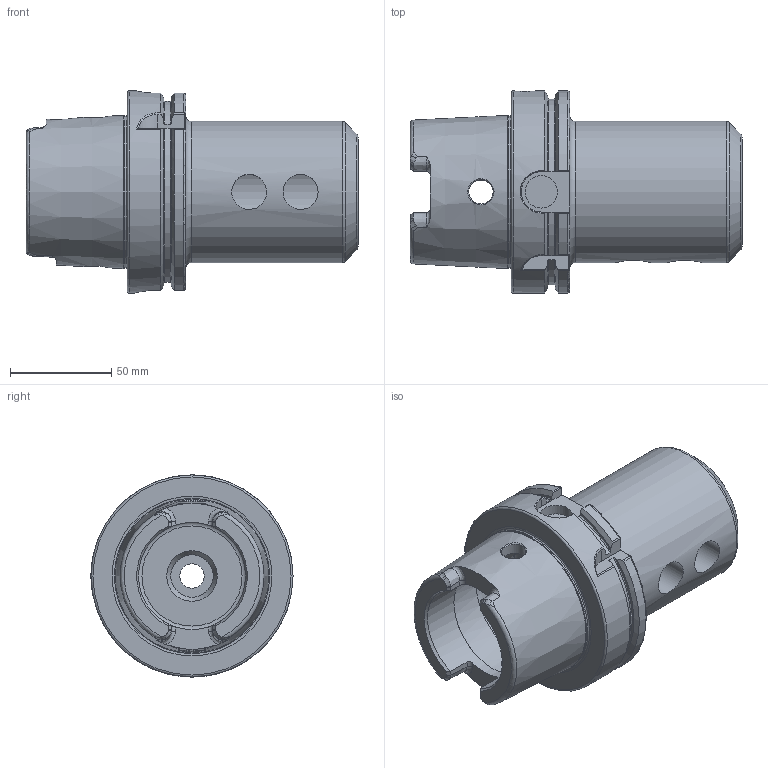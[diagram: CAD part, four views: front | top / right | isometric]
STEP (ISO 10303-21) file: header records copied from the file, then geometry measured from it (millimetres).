
FILE_DESCRIPTION(/* description */ (''),/* implementation_level */ '2;1');
FILE_NAME(/* name */ 'HSK100A-EM150-0450.stp',/* time_stamp */ '2019-07-22T10:08:38-05:00',/* author */ ('ldfli'),/* organization */ ('Pioneer N.A.'),/* preprocessor_version */ 'ST-DEVELOPER v18',/* originating_system */ 'Autodesk Inventor LT',/* authorisation */ '');
FILE_SCHEMA (('AUTOMOTIVE_DESIGN { 1 0 10303 214 3 1 1 }'));
Length unit declared in the file: millimetre
Products named in the file (1): HSK100A-EM150-0450
Bounding box: 164.3 x 100 x 100 mm (x, y, z)
Volume: 471570.7 mm3; surface area: 78176.8 mm2
Topology: 1 solids, 1 shells, 170 faces, 492 edges, 327 vertices
Faces by surface type: plane 57, bspline 46, cylinder 30, torus 22, cone 15
Full cylindrical faces by diameter (mm): 10 x1, 12 x3, 16 x1, 17.323 x2, 21 x1, 26 x1, 38.1 x1, 39.1 x1, 53 x2, 63 x1, 69.85 x1, 75.519 x1, 100 x1
Entity records: 8788 total; most frequent: CARTESIAN_POINT 4573, ORIENTED_EDGE 988, DIRECTION 733, EDGE_CURVE 494, VERTEX_POINT 329, AXIS2_PLACEMENT_3D 283, EDGE_LOOP 183, FACE_OUTER_BOUND 170
